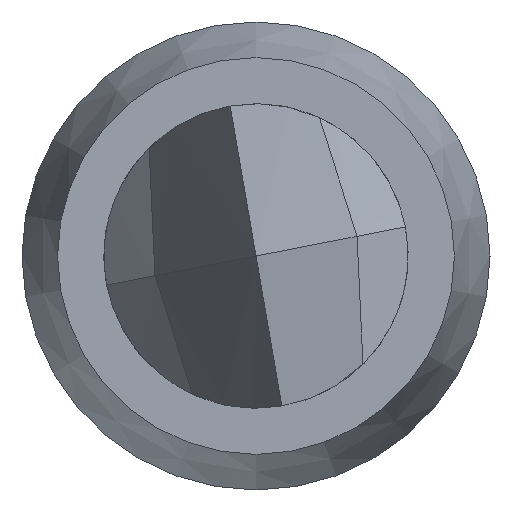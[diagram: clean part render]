
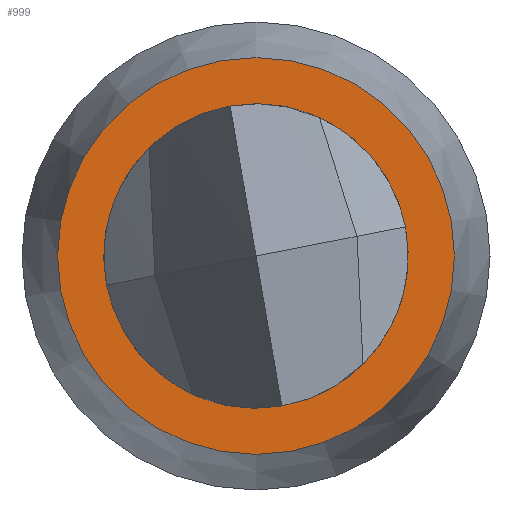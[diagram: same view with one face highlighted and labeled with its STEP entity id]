
A CAD part, left-side view. The second image highlights one B-rep face of the part: STEP entity #999.
In plain terms, the highlighted planar face has unit normal (-1, 0, 0).
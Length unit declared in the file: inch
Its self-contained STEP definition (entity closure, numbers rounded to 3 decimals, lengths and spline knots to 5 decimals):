
#40 = CARTESIAN_POINT ( 'NONE',  ( 0., 0.0103, 0. ) ) ;
#147 = FACE_OUTER_BOUND ( 'NONE', #1682, .T. ) ;
#226 = AXIS2_PLACEMENT_3D ( 'NONE', #1193, #1742, #1589 ) ;
#285 = CARTESIAN_POINT ( 'NONE',  ( 0., 0., 0. ) ) ;
#329 = CIRCLE ( 'NONE', #1325, 0.0079 ) ;
#360 = CARTESIAN_POINT ( 'NONE',  ( 0., 0., 0.0103 ) ) ;
#378 = AXIS2_PLACEMENT_3D ( 'NONE', #40, #1085, #859 ) ;
#552 = DIRECTION ( 'NONE',  ( 0., 0., -1. ) ) ;
#691 = ORIENTED_EDGE ( 'NONE', *, *, #763, .T. ) ;
#763 = EDGE_CURVE ( 'NONE', #1033, #1033, #1516, .T. ) ;
#825 = FACE_BOUND ( 'NONE', #1529, .T. ) ;
#859 = DIRECTION ( 'NONE',  ( 0., 0., -1. ) ) ;
#992 = ORIENTED_EDGE ( 'NONE', *, *, #1039, .T. ) ;
#999 = ADVANCED_FACE ( 'NONE', ( #825, #147 ), #1501, .F. ) ;
#1033 = VERTEX_POINT ( 'NONE', #360 ) ;
#1039 = EDGE_CURVE ( 'NONE', #1310, #1310, #329, .T. ) ;
#1085 = DIRECTION ( 'NONE',  ( 1., 0., 0. ) ) ;
#1193 = CARTESIAN_POINT ( 'NONE',  ( 0., 0., 0. ) ) ;
#1310 = VERTEX_POINT ( 'NONE', #1323 ) ;
#1323 = CARTESIAN_POINT ( 'NONE',  ( 0., 0., -0.0079 ) ) ;
#1325 = AXIS2_PLACEMENT_3D ( 'NONE', #285, #1550, #552 ) ;
#1501 = PLANE ( 'NONE',  #378 ) ;
#1516 = CIRCLE ( 'NONE', #226, 0.0103 ) ;
#1529 = EDGE_LOOP ( 'NONE', ( #992 ) ) ;
#1550 = DIRECTION ( 'NONE',  ( 1., 0., 0. ) ) ;
#1589 = DIRECTION ( 'NONE',  ( 0., 0., 1. ) ) ;
#1682 = EDGE_LOOP ( 'NONE', ( #691 ) ) ;
#1742 = DIRECTION ( 'NONE',  ( -1., 0., 0. ) ) ;
